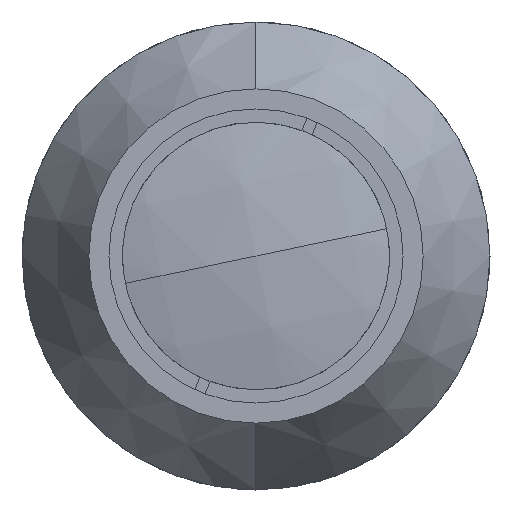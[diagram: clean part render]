
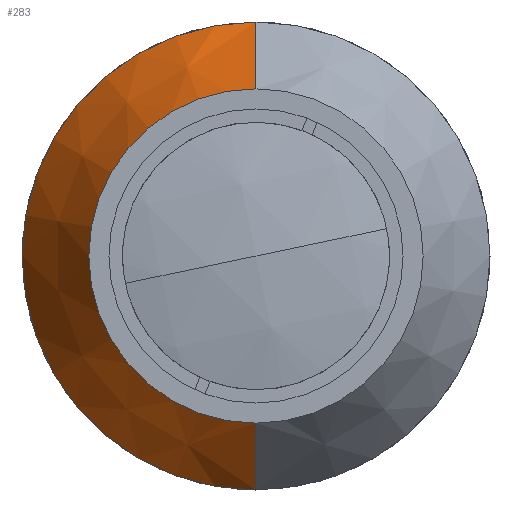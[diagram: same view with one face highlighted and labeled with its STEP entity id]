
A CAD part, left-side view. The second image highlights one B-rep face of the part: STEP entity #283.
In plain terms, the highlighted conical face has half-angle 30 degrees and reference radius 21 mm.
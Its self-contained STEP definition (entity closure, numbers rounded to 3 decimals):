
#39 = EDGE_CURVE ( 'NONE', #1977, #4124, #647, .T. ) ;
#52 = CARTESIAN_POINT ( 'NONE',  ( 25.392, 0., -21. ) ) ;
#54 = EDGE_CURVE ( 'NONE', #1315, #3127, #2948, .T. ) ;
#179 = CARTESIAN_POINT ( 'NONE',  ( 25.392, 0., -21. ) ) ;
#283 = ADVANCED_FACE ( 'NONE', ( #3003 ), #4265, .T. ) ;
#349 = AXIS2_PLACEMENT_3D ( 'NONE', #1542, #546, #3361 ) ;
#417 = VECTOR ( 'NONE', #4416, 1000. ) ;
#546 = DIRECTION ( 'NONE',  ( 1., 0., 0. ) ) ;
#647 = LINE ( 'NONE', #2470, #3328 ) ;
#705 = CARTESIAN_POINT ( 'NONE',  ( 15., 0., 15. ) ) ;
#712 = AXIS2_PLACEMENT_3D ( 'NONE', #3487, #1537, #2051 ) ;
#740 = EDGE_CURVE ( 'NONE', #4124, #3127, #2785, .T. ) ;
#1082 = ORIENTED_EDGE ( 'NONE', *, *, #54, .F. ) ;
#1221 = CARTESIAN_POINT ( 'NONE',  ( 25.392, 0., 21. ) ) ;
#1315 = VERTEX_POINT ( 'NONE', #3973 ) ;
#1537 = DIRECTION ( 'NONE',  ( -1., 0., 0. ) ) ;
#1542 = CARTESIAN_POINT ( 'NONE',  ( 25.392, 0., 0. ) ) ;
#1756 = DIRECTION ( 'NONE',  ( 0.866, 0., 0.5 ) ) ;
#1950 = CIRCLE ( 'NONE', #4487, 15. ) ;
#1977 = VERTEX_POINT ( 'NONE', #705 ) ;
#2051 = DIRECTION ( 'NONE',  ( 0., 0., 1. ) ) ;
#2240 = ORIENTED_EDGE ( 'NONE', *, *, #4512, .F. ) ;
#2326 = DIRECTION ( 'NONE',  ( 0., 0., 1. ) ) ;
#2353 = CARTESIAN_POINT ( 'NONE',  ( 15., 0., 0. ) ) ;
#2467 = ORIENTED_EDGE ( 'NONE', *, *, #740, .T. ) ;
#2470 = CARTESIAN_POINT ( 'NONE',  ( 25.392, 0., 21. ) ) ;
#2690 = ORIENTED_EDGE ( 'NONE', *, *, #39, .T. ) ;
#2785 = CIRCLE ( 'NONE', #712, 21. ) ;
#2948 = LINE ( 'NONE', #52, #417 ) ;
#3003 = FACE_OUTER_BOUND ( 'NONE', #4143, .T. ) ;
#3067 = DIRECTION ( 'NONE',  ( -1., 0., 0. ) ) ;
#3127 = VERTEX_POINT ( 'NONE', #179 ) ;
#3328 = VECTOR ( 'NONE', #1756, 1000. ) ;
#3361 = DIRECTION ( 'NONE',  ( 0., 0., -1. ) ) ;
#3487 = CARTESIAN_POINT ( 'NONE',  ( 25.392, 0., 0. ) ) ;
#3973 = CARTESIAN_POINT ( 'NONE',  ( 15., 0., -15. ) ) ;
#4124 = VERTEX_POINT ( 'NONE', #1221 ) ;
#4143 = EDGE_LOOP ( 'NONE', ( #2240, #2690, #2467, #1082 ) ) ;
#4265 = CONICAL_SURFACE ( 'NONE', #349, 21., 0.524 ) ;
#4416 = DIRECTION ( 'NONE',  ( 0.866, 0., -0.5 ) ) ;
#4487 = AXIS2_PLACEMENT_3D ( 'NONE', #2353, #3067, #2326 ) ;
#4512 = EDGE_CURVE ( 'NONE', #1977, #1315, #1950, .T. ) ;
